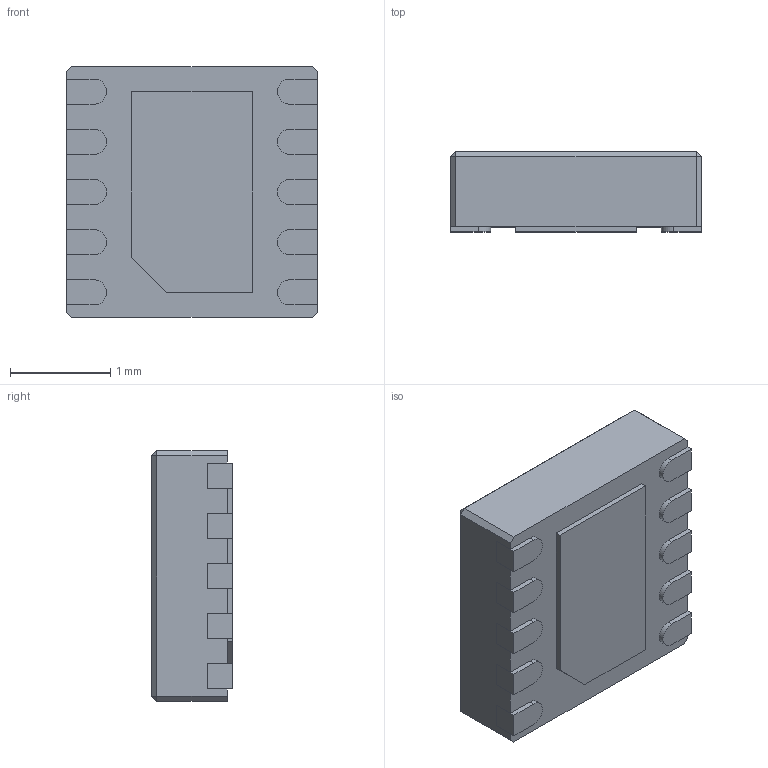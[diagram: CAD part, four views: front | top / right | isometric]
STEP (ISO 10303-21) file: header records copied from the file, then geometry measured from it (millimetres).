
FILE_DESCRIPTION ( ( 'STEP AP214' ), '1' );
FILE_NAME ( 'RT6150B-33GQW.STEP', '', ( '' ), ( '' ), '', '', '' );
FILE_SCHEMA (( 'AUTOMOTIVE_DESIGN' ));
Length unit declared in the file: millimetre
Products named in the file (1): RT6150B-33GQW
Bounding box: 2.5 x 0.8 x 2.5 mm (x, y, z)
Volume: 4.8 mm3; surface area: 33.5 mm2
Topology: 13 solids, 13 shells, 420 faces, 1086 edges, 720 vertices
Faces by surface type: plane 269, bspline 127, cylinder 24
Entity records: 23847 total; most frequent: CARTESIAN_POINT 9650, ORIENTED_EDGE 2172, DIRECTION 1468, EDGE_CURVE 1086, VECTOR 784, LINE 784, VERTEX_POINT 720, EDGE_LOOP 448
